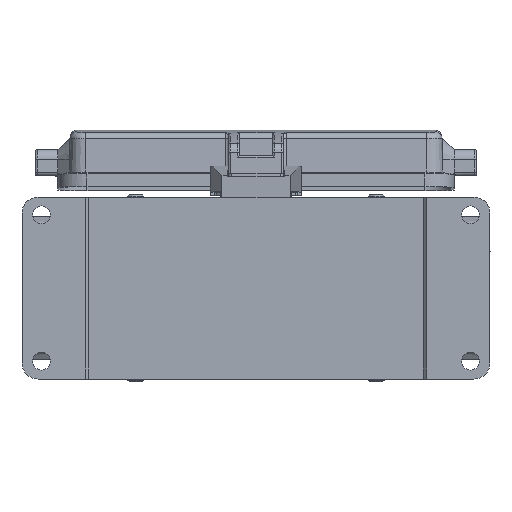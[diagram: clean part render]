
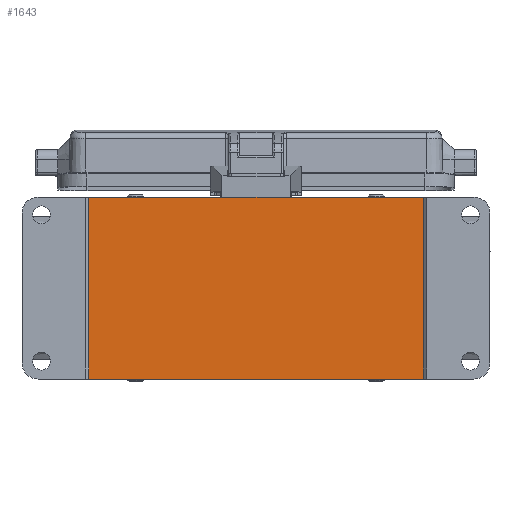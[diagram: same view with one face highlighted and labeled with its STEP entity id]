
A CAD part, front view. The second image highlights one B-rep face of the part: STEP entity #1643.
In plain terms, the highlighted planar face has unit normal (0, -1, 0).
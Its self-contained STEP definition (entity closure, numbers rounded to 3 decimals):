
#1643=ADVANCED_FACE('NONE',(#2592),#2207,.F.);
#2207=PLANE('',#12341);
#2592=FACE_OUTER_BOUND('',#3286,.T.);
#3286=EDGE_LOOP('',(#6414,#6415,#6416,#6417));
#4035=LINE('',#17903,#4889);
#4041=LINE('',#17918,#4895);
#4046=LINE('',#17926,#4900);
#4061=LINE('',#18353,#4915);
#4889=VECTOR('',#13923,1.);
#4895=VECTOR('',#13935,1.);
#4900=VECTOR('',#13942,1.);
#4915=VECTOR('',#14027,1.);
#6414=ORIENTED_EDGE('',*,*,#10635,.F.);
#6415=ORIENTED_EDGE('',*,*,#10640,.F.);
#6416=ORIENTED_EDGE('',*,*,#10628,.F.);
#6417=ORIENTED_EDGE('',*,*,#10683,.F.);
#9361=VERTEX_POINT('',#17898);
#9363=VERTEX_POINT('',#17902);
#9367=VERTEX_POINT('',#17913);
#9369=VERTEX_POINT('',#17917);
#10628=EDGE_CURVE('NONE',#9363,#9361,#4035,.T.);
#10635=EDGE_CURVE('NONE',#9369,#9367,#4041,.T.);
#10640=EDGE_CURVE('NONE',#9361,#9369,#4046,.T.);
#10683=EDGE_CURVE('NONE',#9367,#9363,#4061,.T.);
#12341=AXIS2_PLACEMENT_3D('',#18354,#14028,#14029);
#13923=DIRECTION('',(0.,0.,1.));
#13935=DIRECTION('',(0.,0.,-1.));
#13942=DIRECTION('',(1.,0.,0.));
#14027=DIRECTION('',(-1.,0.,0.));
#14028=DIRECTION('',(0.,1.,0.));
#14029=DIRECTION('',(0.,0.,1.));
#17898=CARTESIAN_POINT('',(-51.5,-22.995,28.));
#17902=CARTESIAN_POINT('',(-51.5,-22.995,-28.));
#17903=CARTESIAN_POINT('',(-51.5,-22.995,33.6));
#17913=CARTESIAN_POINT('',(51.5,-22.995,-28.));
#17917=CARTESIAN_POINT('',(51.5,-22.995,28.));
#17918=CARTESIAN_POINT('',(51.5,-22.995,33.6));
#17926=CARTESIAN_POINT('',(51.5,-22.995,28.));
#18353=CARTESIAN_POINT('',(72.,-22.995,-28.));
#18354=CARTESIAN_POINT('',(51.5,-22.995,33.6));
